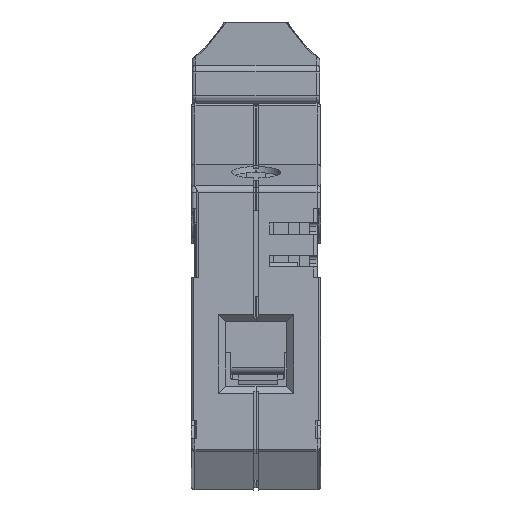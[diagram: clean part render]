
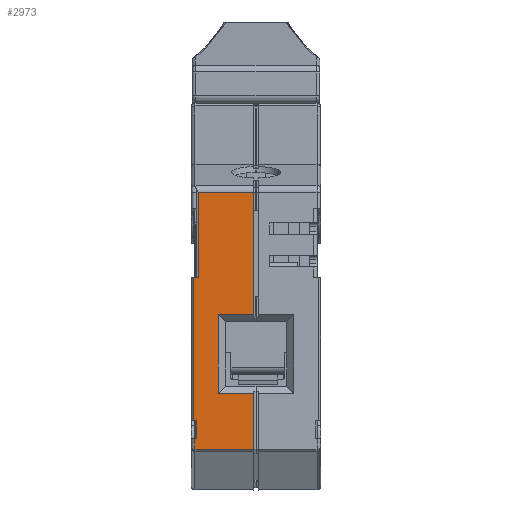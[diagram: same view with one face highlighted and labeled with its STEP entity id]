
A CAD part, left-side view. The second image highlights one B-rep face of the part: STEP entity #2973.
In plain terms, the highlighted planar face has unit normal (-1, 0, 0).
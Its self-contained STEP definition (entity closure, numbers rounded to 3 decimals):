
#1347=B_SPLINE_CURVE_WITH_KNOTS('',1,(#66052,#66053),.UNSPECIFIED.,.F.,
 .F.,(2,2),(0.,1.),.UNSPECIFIED.);
#1348=B_SPLINE_CURVE_WITH_KNOTS('',1,(#66055,#66056),.UNSPECIFIED.,.F.,
 .F.,(2,2),(0.,1.),.UNSPECIFIED.);
#2973=ADVANCED_FACE('',(#6601),#4849,.T.);
#4849=PLANE('',#43671);
#6601=FACE_OUTER_BOUND('',#8832,.T.);
#8832=EDGE_LOOP('',(#14817,#14818,#14819,#14820,#14821,#14822,#14823,#14824,
#14825,#14826,#14827,#14828,#14829,#14830));
#14817=ORIENTED_EDGE('',*,*,#29032,.T.);
#14818=ORIENTED_EDGE('',*,*,#29033,.T.);
#14819=ORIENTED_EDGE('',*,*,#29034,.T.);
#14820=ORIENTED_EDGE('',*,*,#29035,.T.);
#14821=ORIENTED_EDGE('',*,*,#29036,.T.);
#14822=ORIENTED_EDGE('',*,*,#29037,.T.);
#14823=ORIENTED_EDGE('',*,*,#29038,.T.);
#14824=ORIENTED_EDGE('',*,*,#29039,.T.);
#14825=ORIENTED_EDGE('',*,*,#29040,.T.);
#14826=ORIENTED_EDGE('',*,*,#28793,.F.);
#14827=ORIENTED_EDGE('',*,*,#29041,.T.);
#14828=ORIENTED_EDGE('',*,*,#29042,.T.);
#14829=ORIENTED_EDGE('',*,*,#29043,.T.);
#14830=ORIENTED_EDGE('',*,*,#29044,.F.);
#24082=VERTEX_POINT('',#65544);
#24083=VERTEX_POINT('',#65546);
#24286=VERTEX_POINT('',#66044);
#24287=VERTEX_POINT('',#66045);
#24288=VERTEX_POINT('',#66047);
#24289=VERTEX_POINT('',#66049);
#24290=VERTEX_POINT('',#66051);
#24291=VERTEX_POINT('',#66054);
#24292=VERTEX_POINT('',#66057);
#24293=VERTEX_POINT('',#66059);
#24294=VERTEX_POINT('',#66061);
#24295=VERTEX_POINT('',#66064);
#24296=VERTEX_POINT('',#66066);
#24297=VERTEX_POINT('',#66068);
#28793=EDGE_CURVE('',#24082,#24083,#34273,.T.);
#29032=EDGE_CURVE('',#24286,#24287,#34479,.T.);
#29033=EDGE_CURVE('',#24287,#24288,#34480,.T.);
#29034=EDGE_CURVE('',#24288,#24289,#34481,.T.);
#29035=EDGE_CURVE('',#24289,#24290,#34482,.T.);
#29036=EDGE_CURVE('',#24290,#24291,#1347,.T.);
#29037=EDGE_CURVE('',#24291,#24292,#1348,.T.);
#29038=EDGE_CURVE('',#24292,#24293,#34483,.T.);
#29039=EDGE_CURVE('',#24293,#24294,#34484,.T.);
#29040=EDGE_CURVE('',#24294,#24083,#34485,.T.);
#29041=EDGE_CURVE('',#24082,#24295,#34486,.T.);
#29042=EDGE_CURVE('',#24295,#24296,#34487,.T.);
#29043=EDGE_CURVE('',#24296,#24297,#34488,.T.);
#29044=EDGE_CURVE('',#24286,#24297,#34489,.T.);
#34273=LINE('',#65545,#39192);
#34479=LINE('',#66043,#39398);
#34480=LINE('',#66046,#39399);
#34481=LINE('',#66048,#39400);
#34482=LINE('',#66050,#39401);
#34483=LINE('',#66058,#39402);
#34484=LINE('',#66060,#39403);
#34485=LINE('',#66062,#39404);
#34486=LINE('',#66063,#39405);
#34487=LINE('',#66065,#39406);
#34488=LINE('',#66067,#39407);
#34489=LINE('',#66069,#39408);
#39192=VECTOR('',#49470,1.);
#39398=VECTOR('',#49776,1.);
#39399=VECTOR('',#49777,1.);
#39400=VECTOR('',#49778,1.);
#39401=VECTOR('',#49779,1.);
#39402=VECTOR('',#49780,1.);
#39403=VECTOR('',#49781,1.);
#39404=VECTOR('',#49782,1.);
#39405=VECTOR('',#49783,1.);
#39406=VECTOR('',#49784,1.);
#39407=VECTOR('',#49785,1.);
#39408=VECTOR('',#49786,1.);
#43671=AXIS2_PLACEMENT_3D('',#66070,#49787,#49788);
#49470=DIRECTION('',(0.,0.,-1.));
#49776=DIRECTION('',(0.,1.,0.));
#49777=DIRECTION('',(0.,0.,-1.));
#49778=DIRECTION('',(0.,1.,0.));
#49779=DIRECTION('',(0.,0.,-1.));
#49780=DIRECTION('',(0.,1.,0.));
#49781=DIRECTION('',(0.,0.,-1.));
#49782=DIRECTION('',(0.,-1.,0.));
#49783=DIRECTION('',(0.,1.,0.));
#49784=DIRECTION('',(0.,0.,1.));
#49785=DIRECTION('',(0.,-1.,0.));
#49786=DIRECTION('',(0.,0.,-1.));
#49787=DIRECTION('',(-1.,0.,0.));
#49788=DIRECTION('',(0.,0.,1.));
#65544=CARTESIAN_POINT('',(-167.837,76.173,-75.386));
#65545=CARTESIAN_POINT('',(-167.837,76.173,-75.386));
#65546=CARTESIAN_POINT('',(-167.837,76.173,-83.182));
#66043=CARTESIAN_POINT('',(-167.837,80.248,-47.378));
#66044=CARTESIAN_POINT('',(-167.837,76.173,-47.378));
#66045=CARTESIAN_POINT('',(-167.837,83.873,-47.378));
#66046=CARTESIAN_POINT('',(-167.837,83.873,-86.775));
#66047=CARTESIAN_POINT('',(-167.837,83.873,-59.27));
#66048=CARTESIAN_POINT('',(-167.837,84.373,-59.27));
#66049=CARTESIAN_POINT('',(-167.837,84.623,-59.27));
#66050=CARTESIAN_POINT('',(-167.837,84.623,-69.213));
#66051=CARTESIAN_POINT('',(-167.837,84.623,-79.202));
#66052=CARTESIAN_POINT('',(-167.837,84.623,-79.202));
#66053=CARTESIAN_POINT('',(-167.837,84.123,-79.202));
#66054=CARTESIAN_POINT('',(-167.837,84.123,-79.202));
#66055=CARTESIAN_POINT('',(-167.837,84.123,-79.202));
#66056=CARTESIAN_POINT('',(-167.837,84.123,-81.702));
#66057=CARTESIAN_POINT('',(-167.837,84.123,-81.702));
#66058=CARTESIAN_POINT('',(-167.837,84.474,-81.702));
#66059=CARTESIAN_POINT('',(-167.837,84.373,-81.702));
#66060=CARTESIAN_POINT('',(-167.837,84.373,-83.182));
#66061=CARTESIAN_POINT('',(-167.837,84.373,-83.182));
#66062=CARTESIAN_POINT('',(-167.837,80.349,-83.182));
#66063=CARTESIAN_POINT('',(-167.837,78.498,-75.386));
#66064=CARTESIAN_POINT('',(-167.837,81.123,-75.386));
#66065=CARTESIAN_POINT('',(-167.837,81.123,-69.886));
#66066=CARTESIAN_POINT('',(-167.837,81.123,-64.386));
#66067=CARTESIAN_POINT('',(-167.837,78.498,-64.386));
#66068=CARTESIAN_POINT('',(-167.837,76.173,-64.386));
#66069=CARTESIAN_POINT('',(-167.837,76.173,-47.378));
#66070=CARTESIAN_POINT('',(-167.837,85.733,-86.775));
